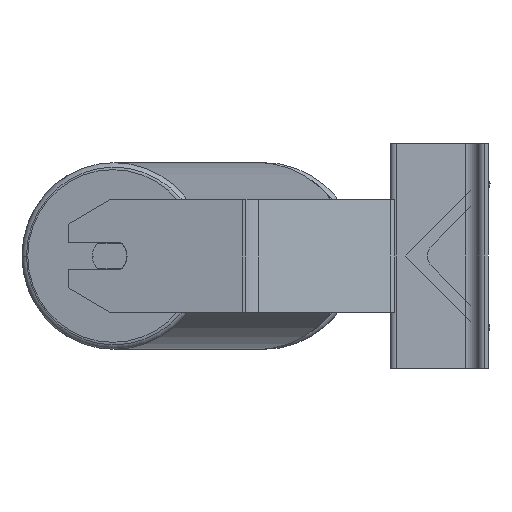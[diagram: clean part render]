
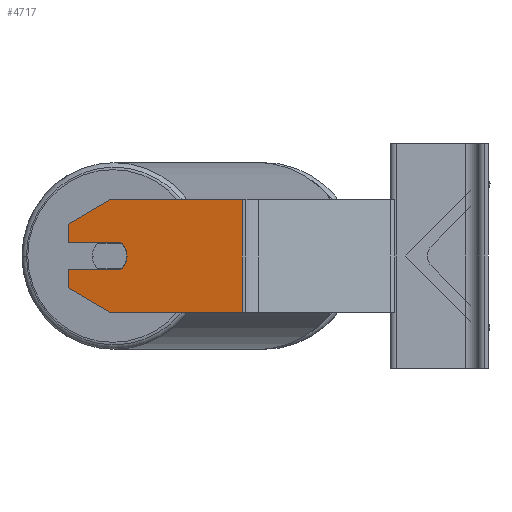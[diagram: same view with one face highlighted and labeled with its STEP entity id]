
A CAD part, left-side view. The second image highlights one B-rep face of the part: STEP entity #4717.
In plain terms, the highlighted planar face has unit normal (-0.985, 0.174, 0).
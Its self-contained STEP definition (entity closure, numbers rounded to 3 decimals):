
#92 = AXIS2_PLACEMENT_3D ( 'NONE', #10344, #1194, #4506 ) ;
#247 = CARTESIAN_POINT ( 'NONE',  ( -935.313, 240.4, 40. ) ) ;
#326 = DIRECTION ( 'NONE',  ( -0.174, -0.985, 0. ) ) ;
#532 = EDGE_CURVE ( 'NONE', #8065, #8069, #3910, .T. ) ;
#831 = DIRECTION ( 'NONE',  ( -0.174, -0.985, 0. ) ) ;
#1137 = LINE ( 'NONE', #7736, #3407 ) ;
#1194 = DIRECTION ( 'NONE',  ( -0.985, 0.174, 0. ) ) ;
#1283 = LINE ( 'NONE', #3078, #6835 ) ;
#1386 = CARTESIAN_POINT ( 'NONE',  ( -935.313, 240.4, 9.5 ) ) ;
#1395 = VERTEX_POINT ( 'NONE', #3823 ) ;
#1437 = ORIENTED_EDGE ( 'NONE', *, *, #10291, .T. ) ;
#2429 = CARTESIAN_POINT ( 'NONE',  ( -957.15, 116.552, 40. ) ) ;
#2441 = EDGE_CURVE ( 'NONE', #5978, #2467, #4940, .T. ) ;
#2467 = VERTEX_POINT ( 'NONE', #7540 ) ;
#2964 = DIRECTION ( 'NONE',  ( 0.15, 0.853, -0.5 ) ) ;
#3078 = CARTESIAN_POINT ( 'NONE',  ( -935.313, 240.4, 22.679 ) ) ;
#3261 = EDGE_CURVE ( 'NONE', #8370, #9715, #4423, .T. ) ;
#3377 = CARTESIAN_POINT ( 'NONE',  ( -935.313, 240.4, -22.679 ) ) ;
#3407 = VECTOR ( 'NONE', #326, 1000. ) ;
#3475 = ORIENTED_EDGE ( 'NONE', *, *, #9206, .T. ) ;
#3488 = EDGE_CURVE ( 'NONE', #10523, #8065, #1137, .T. ) ;
#3682 = LINE ( 'NONE', #4456, #3722 ) ;
#3722 = VECTOR ( 'NONE', #9424, 1000. ) ;
#3823 = CARTESIAN_POINT ( 'NONE',  ( -935.313, 240.4, 22.679 ) ) ;
#3910 = LINE ( 'NONE', #2429, #5949 ) ;
#3957 = CARTESIAN_POINT ( 'NONE',  ( -935.313, 240.4, 9.5 ) ) ;
#4116 = VECTOR ( 'NONE', #6143, 1000. ) ;
#4165 = PLANE ( 'NONE',  #6255 ) ;
#4416 = CIRCLE ( 'NONE', #92, 12.5 ) ;
#4423 = LINE ( 'NONE', #247, #4116 ) ;
#4456 = CARTESIAN_POINT ( 'NONE',  ( -940.522, 210.856, -40. ) ) ;
#4506 = DIRECTION ( 'NONE',  ( -0.174, -0.985, 0. ) ) ;
#4717 = ADVANCED_FACE ( 'NONE', ( #4980 ), #4165, .F. ) ;
#4809 = CARTESIAN_POINT ( 'NONE',  ( -941.933, 202.855, -9.5 ) ) ;
#4940 = CIRCLE ( 'NONE', #10595, 12.5 ) ;
#4980 = FACE_OUTER_BOUND ( 'NONE', #6576, .T. ) ;
#4989 = VERTEX_POINT ( 'NONE', #9125 ) ;
#5059 = DIRECTION ( 'NONE',  ( -0.985, 0.174, 0. ) ) ;
#5099 = CARTESIAN_POINT ( 'NONE',  ( -957.15, 116.552, 40. ) ) ;
#5101 = ORIENTED_EDGE ( 'NONE', *, *, #8916, .F. ) ;
#5270 = ORIENTED_EDGE ( 'NONE', *, *, #8594, .T. ) ;
#5318 = ORIENTED_EDGE ( 'NONE', *, *, #9425, .T. ) ;
#5490 = ORIENTED_EDGE ( 'NONE', *, *, #8698, .F. ) ;
#5541 = CARTESIAN_POINT ( 'NONE',  ( -942.693, 198.546, 0. ) ) ;
#5726 = LINE ( 'NONE', #3957, #8540 ) ;
#5949 = VECTOR ( 'NONE', #7293, 1000. ) ;
#5971 = VECTOR ( 'NONE', #5998, 1000. ) ;
#5978 = VERTEX_POINT ( 'NONE', #5541 ) ;
#5998 = DIRECTION ( 'NONE',  ( 0., 0., -1. ) ) ;
#6030 = ORIENTED_EDGE ( 'NONE', *, *, #3488, .F. ) ;
#6143 = DIRECTION ( 'NONE',  ( 0., 0., -1. ) ) ;
#6238 = CARTESIAN_POINT ( 'NONE',  ( -940.522, 210.856, 40. ) ) ;
#6255 = AXIS2_PLACEMENT_3D ( 'NONE', #6758, #9093, #9839 ) ;
#6370 = ORIENTED_EDGE ( 'NONE', *, *, #532, .F. ) ;
#6576 = EDGE_LOOP ( 'NONE', ( #7128, #5270, #1437, #6370, #6030, #3475, #5318, #7144, #10014, #5490, #5101 ) ) ;
#6758 = CARTESIAN_POINT ( 'NONE',  ( -935.313, 240.4, 40. ) ) ;
#6800 = LINE ( 'NONE', #10007, #5971 ) ;
#6835 = VECTOR ( 'NONE', #2964, 1000. ) ;
#6961 = LINE ( 'NONE', #7069, #9807 ) ;
#7069 = CARTESIAN_POINT ( 'NONE',  ( -935.313, 240.4, -40. ) ) ;
#7128 = ORIENTED_EDGE ( 'NONE', *, *, #3261, .T. ) ;
#7144 = ORIENTED_EDGE ( 'NONE', *, *, #9283, .F. ) ;
#7293 = DIRECTION ( 'NONE',  ( 0., 0., -1. ) ) ;
#7340 = CARTESIAN_POINT ( 'NONE',  ( -935.313, 240.4, -9.5 ) ) ;
#7540 = CARTESIAN_POINT ( 'NONE',  ( -941.933, 202.855, 9.5 ) ) ;
#7736 = CARTESIAN_POINT ( 'NONE',  ( -935.313, 240.4, 40. ) ) ;
#8065 = VERTEX_POINT ( 'NONE', #5099 ) ;
#8069 = VERTEX_POINT ( 'NONE', #8268 ) ;
#8268 = CARTESIAN_POINT ( 'NONE',  ( -957.15, 116.552, -40. ) ) ;
#8370 = VERTEX_POINT ( 'NONE', #7340 ) ;
#8540 = VECTOR ( 'NONE', #9896, 1000. ) ;
#8548 = DIRECTION ( 'NONE',  ( -0.174, -0.985, 0. ) ) ;
#8594 = EDGE_CURVE ( 'NONE', #9715, #4989, #3682, .T. ) ;
#8698 = EDGE_CURVE ( 'NONE', #9609, #5978, #4416, .T. ) ;
#8916 = EDGE_CURVE ( 'NONE', #8370, #9609, #10151, .T. ) ;
#8978 = CARTESIAN_POINT ( 'NONE',  ( -940.522, 210.856, 0. ) ) ;
#9093 = DIRECTION ( 'NONE',  ( 0.985, -0.174, 0. ) ) ;
#9125 = CARTESIAN_POINT ( 'NONE',  ( -940.522, 210.856, -40. ) ) ;
#9160 = VERTEX_POINT ( 'NONE', #1386 ) ;
#9206 = EDGE_CURVE ( 'NONE', #10523, #1395, #1283, .T. ) ;
#9283 = EDGE_CURVE ( 'NONE', #2467, #9160, #5726, .T. ) ;
#9320 = CARTESIAN_POINT ( 'NONE',  ( -935.313, 240.4, -9.5 ) ) ;
#9424 = DIRECTION ( 'NONE',  ( -0.15, -0.853, -0.5 ) ) ;
#9425 = EDGE_CURVE ( 'NONE', #1395, #9160, #6800, .T. ) ;
#9609 = VERTEX_POINT ( 'NONE', #4809 ) ;
#9715 = VERTEX_POINT ( 'NONE', #3377 ) ;
#9807 = VECTOR ( 'NONE', #10217, 1000. ) ;
#9839 = DIRECTION ( 'NONE',  ( 0.174, 0.985, 0. ) ) ;
#9893 = VECTOR ( 'NONE', #8548, 1000. ) ;
#9896 = DIRECTION ( 'NONE',  ( 0.174, 0.985, 0. ) ) ;
#10007 = CARTESIAN_POINT ( 'NONE',  ( -935.313, 240.4, 40. ) ) ;
#10014 = ORIENTED_EDGE ( 'NONE', *, *, #2441, .F. ) ;
#10151 = LINE ( 'NONE', #9320, #9893 ) ;
#10217 = DIRECTION ( 'NONE',  ( -0.174, -0.985, 0. ) ) ;
#10291 = EDGE_CURVE ( 'NONE', #4989, #8069, #6961, .T. ) ;
#10344 = CARTESIAN_POINT ( 'NONE',  ( -940.522, 210.856, 0. ) ) ;
#10523 = VERTEX_POINT ( 'NONE', #6238 ) ;
#10595 = AXIS2_PLACEMENT_3D ( 'NONE', #8978, #5059, #831 ) ;
